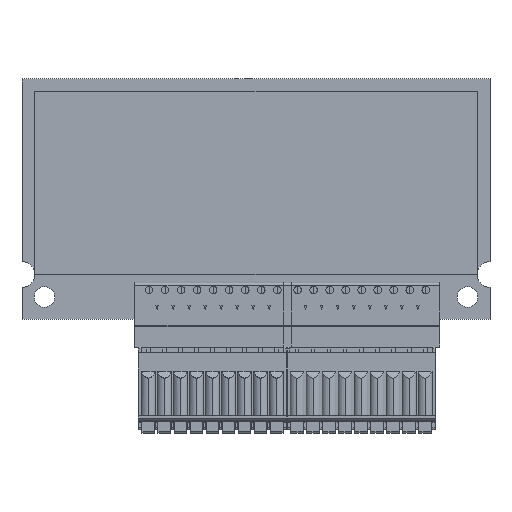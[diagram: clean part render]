
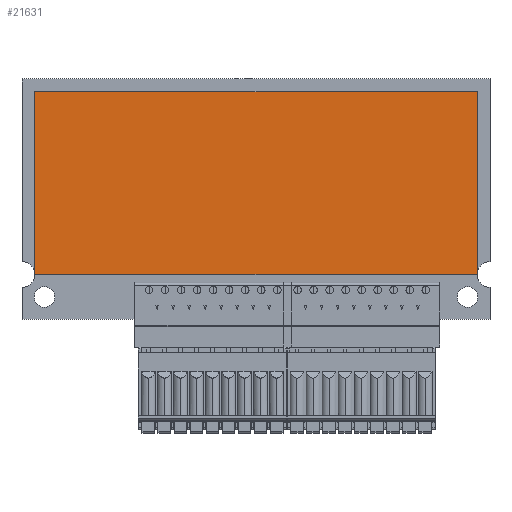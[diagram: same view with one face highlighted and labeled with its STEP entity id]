
A CAD part, top view. The second image highlights one B-rep face of the part: STEP entity #21631.
In plain terms, the highlighted planar face has unit normal (0, 0, 1).
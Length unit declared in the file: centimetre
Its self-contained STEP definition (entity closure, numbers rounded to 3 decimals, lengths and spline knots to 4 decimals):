
#1680=VERTEX_POINT('',#30064);
#1681=VERTEX_POINT('',#30065);
#1684=VERTEX_POINT('',#30073);
#1686=VERTEX_POINT('',#30079);
#3770=VECTOR('',#24929,1.);
#3774=VECTOR('',#24934,1.);
#3777=VECTOR('',#24938,1.);
#3780=VECTOR('',#24942,1.);
#6215=LINE('',#30063,#3770);
#6219=LINE('',#30072,#3774);
#6222=LINE('',#30078,#3777);
#6225=LINE('',#30084,#3780);
#8740=EDGE_CURVE('',#1680,#1681,#6215,.T.);
#8744=EDGE_CURVE('',#1681,#1684,#6219,.T.);
#8747=EDGE_CURVE('',#1684,#1686,#6222,.T.);
#8750=EDGE_CURVE('',#1686,#1680,#6225,.T.);
#12159=ORIENTED_EDGE('',*,*,#8740,.F.);
#12160=ORIENTED_EDGE('',*,*,#8750,.F.);
#12161=ORIENTED_EDGE('',*,*,#8747,.F.);
#12162=ORIENTED_EDGE('',*,*,#8744,.F.);
#18715=EDGE_LOOP('',(#12159,#12160,#12161,#12162));
#20230=FACE_BOUND('',#18715,.T.);
#21631=ADVANCED_FACE('',(#20230),#38352,.T.);
#23005=AXIS2_PLACEMENT_3D('',#30086,#24944,$);
#24929=DIRECTION('',(1.,0.,0.));
#24934=DIRECTION('',(0.,-1.,0.));
#24938=DIRECTION('',(-1.,0.,0.));
#24942=DIRECTION('',(0.,1.,0.));
#24944=DIRECTION('',(0.,0.,1.));
#30063=CARTESIAN_POINT('',(6.9,2.85,0.9));
#30064=CARTESIAN_POINT('',(0.,2.85,0.9));
#30065=CARTESIAN_POINT('',(6.9,2.85,0.9));
#30072=CARTESIAN_POINT('',(6.9,0.,0.9));
#30073=CARTESIAN_POINT('',(6.9,0.,0.9));
#30078=CARTESIAN_POINT('',(0.,0.,0.9));
#30079=CARTESIAN_POINT('',(0.,0.,0.9));
#30084=CARTESIAN_POINT('',(0.,2.85,0.9));
#30086=CARTESIAN_POINT('',(3.45,1.425,0.9));
#38352=PLANE('',#23005);
